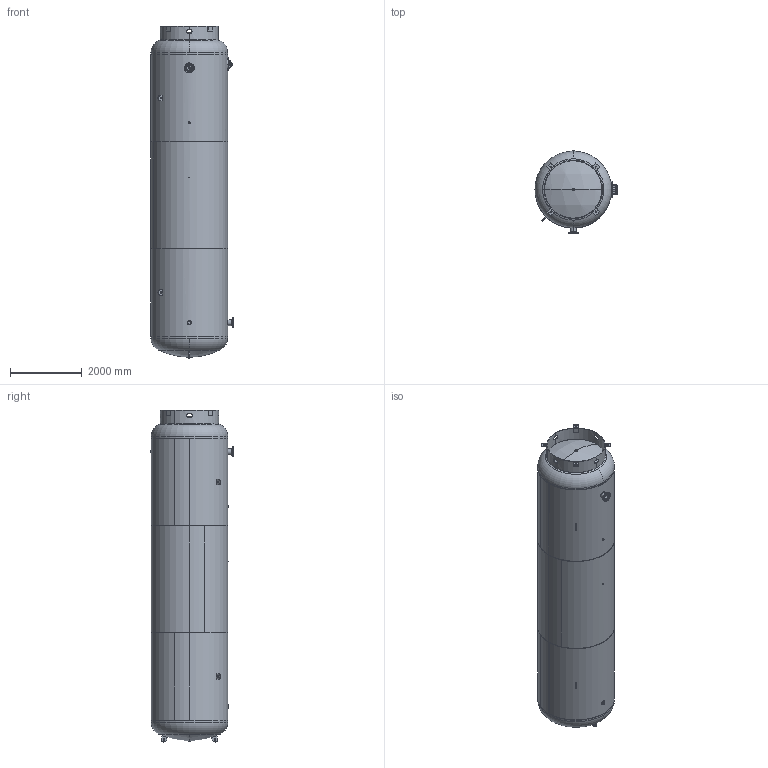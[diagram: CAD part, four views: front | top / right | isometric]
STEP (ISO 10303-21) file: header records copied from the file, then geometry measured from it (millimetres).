
FILE_DESCRIPTION (( 'STEP AP203' ), '1' );
FILE_NAME ('305138.STEP', '2012-05-21T20:16:49', ( '' ), ( '' ), 'SwSTEP 2.0', 'SolidWorks 2012', '' );
FILE_SCHEMA (( 'CONFIG_CONTROL_DESIGN' ));
Length unit declared in the file: inch
Products named in the file (1): 305138
Bounding box: 2286 x 2298.7 x 9241.96 mm (x, y, z)
Surface area: 101517605.5 mm2 (no closed solid volume)
Topology: 0 solids, 39 shells, 311 faces, 1006 edges, 714 vertices
Faces by surface type: cylinder 166, plane 106, torus 16, bspline 15, sphere 4, cone 4
Entity records: 17227 total; most frequent: CARTESIAN_POINT 8292, DIRECTION 1916, ORIENTED_EDGE 1628, EDGE_CURVE 1006, AXIS2_PLACEMENT_3D 733, VERTEX_POINT 714, VECTOR 450, LINE 450
